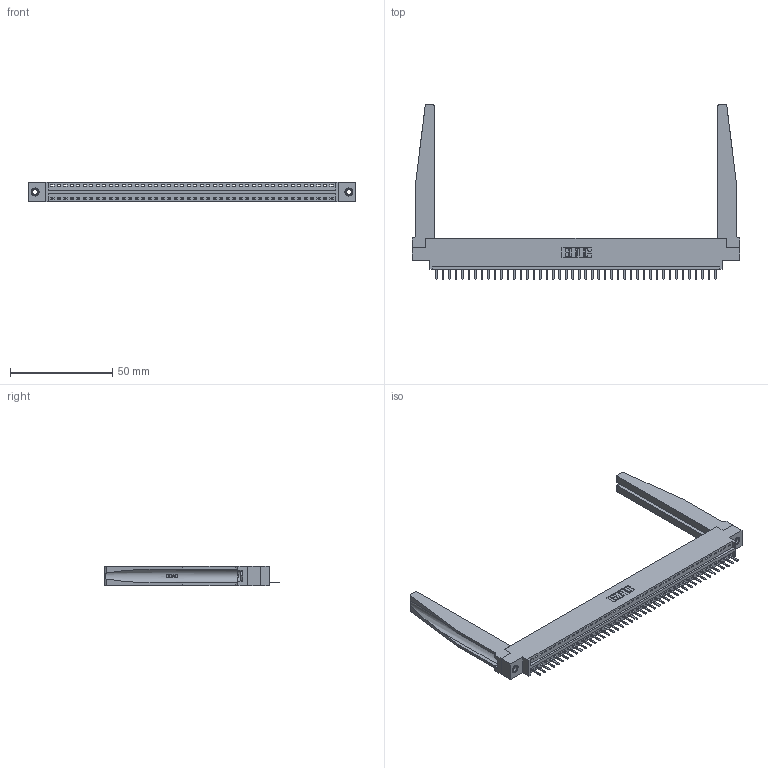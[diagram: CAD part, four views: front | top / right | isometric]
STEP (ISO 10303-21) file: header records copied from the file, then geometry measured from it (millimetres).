
FILE_DESCRIPTION (( 'STEP AP203' ), '1' );
FILE_NAME ('396-044-520-678.STEP', '2019-10-27T23:21:02', ( '' ), ( '' ), 'SwSTEP 2.0', 'SolidWorks 2016', '' );
FILE_SCHEMA (( 'CONFIG_CONTROL_DESIGN' ));
Length unit declared in the file: inch
Products named in the file (5): 346 Part_0.170 Offset - 0.156 Dia-TH; 345-292-001_345-293-120; 345-250-001_345-250-001-102; 396-044-520-678; 346-220-078_345-220-078
Assembly tree (49 placements, depth 2):
  396-044-520-678
    346 Part_0.170 Offset - 0.156 Dia-TH
    345-292-001_345-293-120  x44
    346-220-078_345-220-078  x2
    345-250-001_345-250-001-102  x2
Bounding box: 160.27 x 85.29 x 9.4 mm (x, y, z)
Volume: 21983.2 mm3; surface area: 25140.5 mm2
Topology: 49 solids, 49 shells, 3088 faces, 9045 edges, 5902 vertices
Faces by surface type: plane 2070, cylinder 966, bspline 36, cone 12, torus 4
Entity records: 32032 total; most frequent: CARTESIAN_POINT 6415, ORIENTED_EDGE 5270, DIRECTION 4629, EDGE_CURVE 2635, VECTOR 2229, LINE 2229, VERTEX_POINT 1748, AXIS2_PLACEMENT_3D 1200
